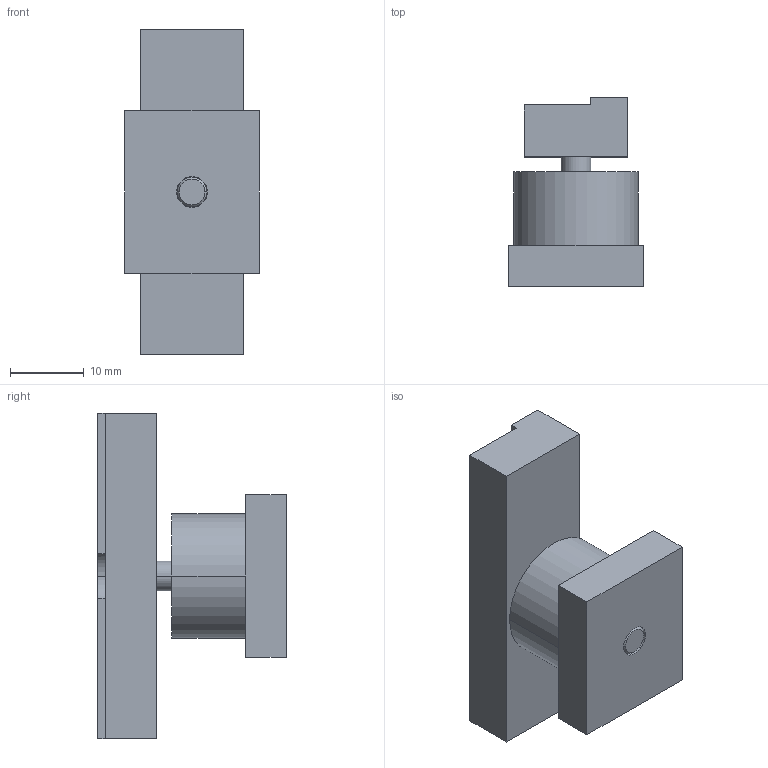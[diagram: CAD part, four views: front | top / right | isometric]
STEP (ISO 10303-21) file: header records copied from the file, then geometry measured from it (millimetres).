
FILE_DESCRIPTION(('STEP AP214'),'1');
FILE_NAME('HALDERV_EH_1586_202.stp','2017-09-06T07:07:03',('TraceParts'),('TraceParts S.A.'),'Spatial InterOp 3D',' ',' ');
FILE_SCHEMA(('automotive_design'));
Length unit declared in the file: millimetre
Products named in the file (3): HALDERV_EH_1586_202_1; HALDERV_EH_1586_202_2; HALDERV_EH_1586_202_3
Bounding box: 18.2 x 25.5 x 44 mm (x, y, z)
Volume: 8898.6 mm3; surface area: 4625.9 mm2
Topology: 3 solids, 3 shells, 43 faces, 101 edges, 67 vertices
Faces by surface type: plane 27, cylinder 12, torus 2, cone 2
Entity records: 1640 total; most frequent: DIRECTION 228, CARTESIAN_POINT 214, ORIENTED_EDGE 202, EDGE_CURVE 101, AXIS2_PLACEMENT_3D 81, VERTEX_POINT 67, LINE 66, VECTOR 66
